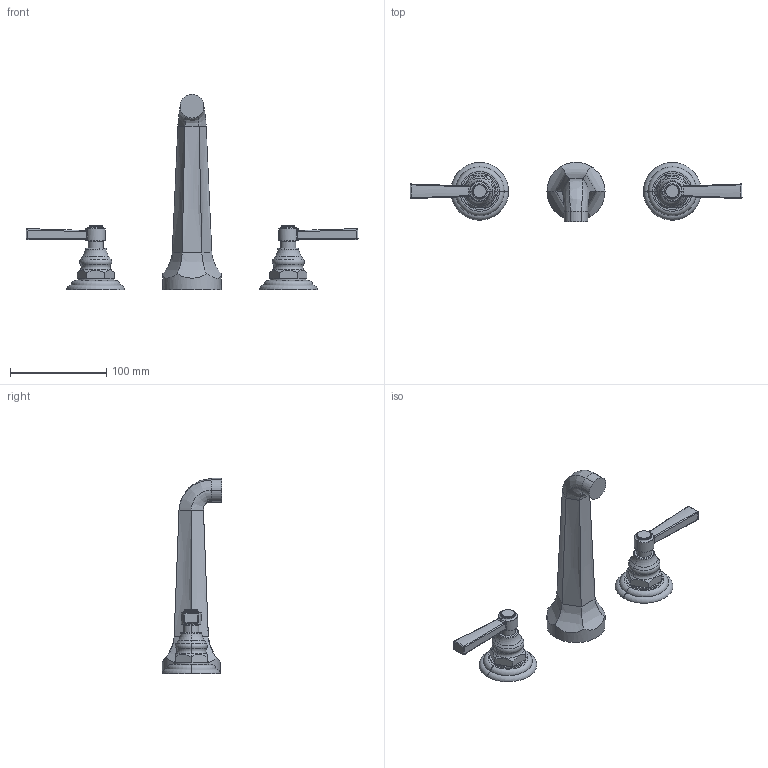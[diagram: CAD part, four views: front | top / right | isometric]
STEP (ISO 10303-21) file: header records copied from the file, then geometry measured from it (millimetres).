
FILE_DESCRIPTION((''),'2;1');
FILE_NAME('3-911_SW0001','2020-11-24T13:28:09',('rsmith'),(''),'CREO PARAMETRIC BY PTC INC, 2018400','CREO PARAMETRIC BY PTC INC, 2018400','');
FILE_SCHEMA(('AUTOMOTIVE_DESIGN { 1 0 10303 214 1 1 1 1 }'));
Length unit declared in the file: inch
Products named in the file (1): 3-911_SW0001
Bounding box: 344.78 x 61.92 x 202.82 mm (x, y, z)
Volume: 299410.9 mm3; surface area: 61793.5 mm2
Topology: 3 solids, 5 shells, 252 faces, 534 edges, 302 vertices
Faces by surface type: plane 70, bspline 58, cylinder 56, torus 52, sphere 8, cone 8
Entity records: 10860 total; most frequent: CARTESIAN_POINT 4058, ORIENTED_EDGE 1052, DIRECTION 1004, PRESENTATION_STYLE_ASSIGNMENT 529, STYLED_ITEM 529, CURVE_STYLE 526, EDGE_CURVE 526, AXIS2_PLACEMENT_3D 436
